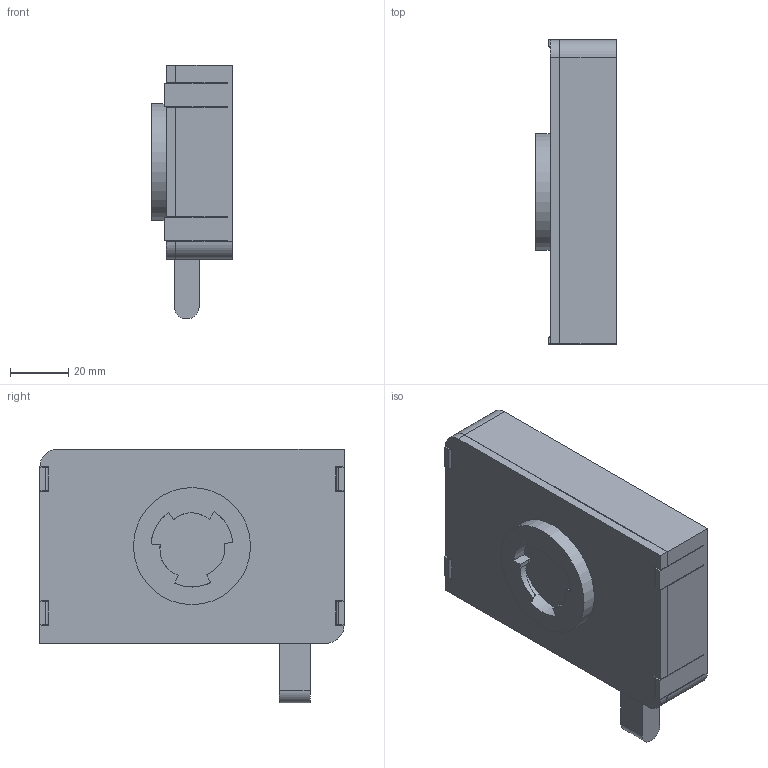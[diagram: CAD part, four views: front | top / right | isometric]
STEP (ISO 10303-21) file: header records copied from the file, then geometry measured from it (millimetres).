
FILE_DESCRIPTION(/* description */ (''),/* implementation_level */ '2;1');
FILE_NAME(/* name */ '3M 6000 Series Electronic Box v30.step',/* time_stamp */ '2021-11-11T20:58:46+01:00',/* author */ (''),/* organization */ (''),/* preprocessor_version */ 'ST-DEVELOPER v18.1',/* originating_system */ 'Autodesk Translation Framework v10.10.0.1391',/* authorisation */ '');
FILE_SCHEMA (('AUTOMOTIVE_DESIGN { 1 0 10303 214 3 1 1 }'));
Length unit declared in the file: millimetre
Products named in the file (55): 3M 6000 Series Electronic Box; Power Bank; RespiratorIF; ESP32-WROOM-32; SOLID; D_SMB; R_0805_2012Metric; C_0805_2012Metric; C_0805_2012Metric_1; C_0805_2012Metric_2; C_0805_2012Metric_3; SOLID (3); LED_0805_2012Metric; LED_0805_2012Metric_1; D_SMB_1; SOLID (1); LED_0805_2012Metric_2; LED_0805_2012Metric_3; SOLID (4); PinHeader_1x03_P2.54mm_Horizontal; SOLID (5); PinHeader_1x05_P2.54mm_Horizontal; SOLID (6); SOT-23; SOT-23_1; SOT-23_2; SOT-23_3; SOT-23_4; SOLID (7); R_0805_2012Metric_1; R_0805_2012Metric_2; R_0805_2012Metric_3; R_0805_2012Metric_4; R_0805_2012Metric_5; R_0805_2012Metric_6; R_0805_2012Metric_7; R_0805_2012Metric_8; R_0805_2012Metric_9; R_0805_2012Metric_10; R_0805_2012Metric_11 ...
Assembly tree (82 placements, depth 4):
  3M 6000 Series Electronic Box
    Power Bank
    RespiratorIF
      ESP32-WROOM-32
        SOLID
      D_SMB
        SOLID (1)
      R_0805_2012Metric
        SOLID (2)
      C_0805_2012Metric
        SOLID (3)
      C_0805_2012Metric_1
        SOLID (3)
      C_0805_2012Metric_2
        SOLID (3)
      C_0805_2012Metric_3
        SOLID (3)
      LED_0805_2012Metric
        SOLID (4)
      LED_0805_2012Metric_1
        SOLID (4)
      D_SMB_1
        SOLID (1)
      LED_0805_2012Metric_2
        SOLID (4)
      LED_0805_2012Metric_3
        SOLID (4)
      PinHeader_1x03_P2.54mm_Horizontal
        SOLID (5)
      PinHeader_1x05_P2.54mm_Horizontal
        SOLID (6)
      SOT-23
        SOLID (7)
      SOT-23_1
        SOLID (7)
      SOT-23_2
        SOLID (7)
      SOT-23_3
        SOLID (7)
      SOT-23_4
        SOLID (7)
      R_0805_2012Metric_1
        SOLID (2)
      R_0805_2012Metric_2
        SOLID (2)
      R_0805_2012Metric_3
        SOLID (2)
      R_0805_2012Metric_4
        SOLID (2)
      R_0805_2012Metric_5
        SOLID (2)
      R_0805_2012Metric_6
        SOLID (2)
      R_0805_2012Metric_7
        SOLID (2)
      R_0805_2012Metric_8
        SOLID (2)
      R_0805_2012Metric_9
        SOLID (2)
      R_0805_2012Metric_10
Bounding box: 27.69 x 104 x 86.85 mm (x, y, z)
Volume: 100570 mm3; surface area: 67801.2 mm2
Topology: 43 solids, 44 shells, 2670 faces, 6694 edges, 4171 vertices
Faces by surface type: plane 2200, cylinder 451, bspline 15, sphere 4
Full cylindrical faces by diameter (mm): 0.8 x2, 0.85 x2, 0.9 x3, 1 x14, 1.5 x2, 2 x3, 3 x5, 3.2 x4, 5.5 x10, 40 x1
Entity records: 51016 total; most frequent: CARTESIAN_POINT 8846, ORIENTED_EDGE 8178, DIRECTION 8131, EDGE_CURVE 4089, LINE 3535, VECTOR 3535, VERTEX_POINT 2525, AXIS2_PLACEMENT_3D 2298
